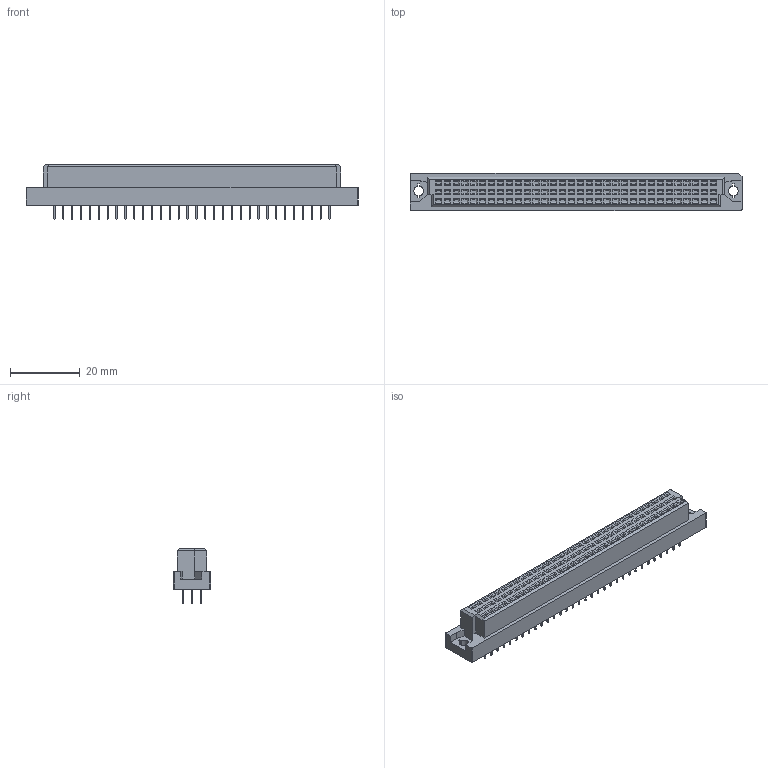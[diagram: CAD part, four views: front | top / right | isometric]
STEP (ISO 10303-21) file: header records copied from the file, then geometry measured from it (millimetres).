
FILE_DESCRIPTION(('FreeCAD Model'),'2;1');
FILE_NAME('connector_a-cf96abct.step','2019-02-14T14:50:02',( 'kicad StepUp'),('ksu MCAD'),'Open CASCADE STEP processor 6.9', 'FreeCAD','Unknown');
FILE_SCHEMA(('AUTOMOTIVE_DESIGN_CC2 { 1 2 10303 214 -1 1 5 4 }'));
Length unit declared in the file: millimetre
Products named in the file (1): connector_a-cf96abct
Bounding box: 95 x 10.6 x 15.6 mm (x, y, z)
Volume: 9004.4 mm3; surface area: 7230.5 mm2
Topology: 1 solids, 1 shells, 1786 faces, 4388 edges, 2796 vertices
Faces by surface type: plane 1773, cylinder 13
Entity records: 63537 total; most frequent: CARTESIAN_POINT 8971, ORIENTED_EDGE 8776, DIRECTION 7988, EDGE_CURVE 4388, LINE 4362, VECTOR 4362, VERTEX_POINT 2796, FACE_BOUND 1982
